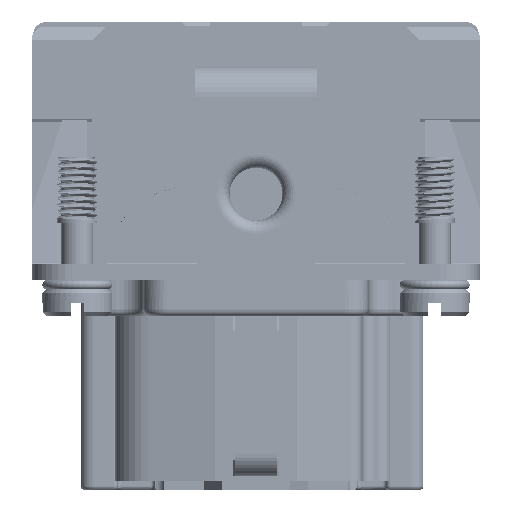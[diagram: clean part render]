
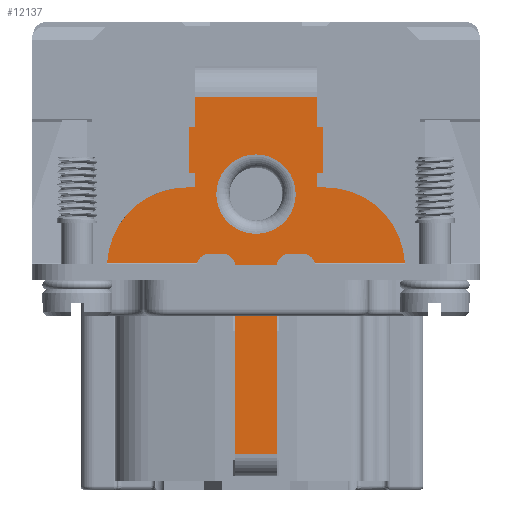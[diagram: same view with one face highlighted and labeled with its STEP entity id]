
A CAD part, left-side view. The second image highlights one B-rep face of the part: STEP entity #12137.
In plain terms, the highlighted planar face has unit normal (-1, 0, 0).
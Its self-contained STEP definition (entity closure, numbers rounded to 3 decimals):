
#2000=FACE_BOUND('',#35150,.T.);
#2001=FACE_BOUND('',#35151,.T.);
#12137=ADVANCED_FACE('',(#2000,#2001),#19891,.T.);
#19891=PLANE('',#186604);
#35150=EDGE_LOOP('',(#73753));
#35151=EDGE_LOOP('',(#73754,#73755,#73756,#73757,#73758,#73759,#73760,#73761,
#73762,#73763,#73764,#73765,#73766,#73767,#73768,#73769,#73770,#73771,#73772,
#73773,#73774,#73775,#73776,#73777,#73778,#73779));
#42495=CIRCLE('',#186597,3.);
#42496=CIRCLE('',#186598,6.);
#42497=CIRCLE('',#186599,6.);
#42498=CIRCLE('',#186600,1.);
#42499=CIRCLE('',#186601,1.);
#42500=CIRCLE('',#186602,1.);
#42501=CIRCLE('',#186603,1.);
#73753=ORIENTED_EDGE('',*,*,#133770,.T.);
#73754=ORIENTED_EDGE('',*,*,#133771,.T.);
#73755=ORIENTED_EDGE('',*,*,#133772,.F.);
#73756=ORIENTED_EDGE('',*,*,#133773,.F.);
#73757=ORIENTED_EDGE('',*,*,#133774,.F.);
#73758=ORIENTED_EDGE('',*,*,#133775,.F.);
#73759=ORIENTED_EDGE('',*,*,#133776,.T.);
#73760=ORIENTED_EDGE('',*,*,#133777,.F.);
#73761=ORIENTED_EDGE('',*,*,#133778,.T.);
#73762=ORIENTED_EDGE('',*,*,#133779,.T.);
#73763=ORIENTED_EDGE('',*,*,#133780,.F.);
#73764=ORIENTED_EDGE('',*,*,#133781,.F.);
#73765=ORIENTED_EDGE('',*,*,#133782,.T.);
#73766=ORIENTED_EDGE('',*,*,#133783,.T.);
#73767=ORIENTED_EDGE('',*,*,#133784,.T.);
#73768=ORIENTED_EDGE('',*,*,#133785,.T.);
#73769=ORIENTED_EDGE('',*,*,#133786,.T.);
#73770=ORIENTED_EDGE('',*,*,#133787,.F.);
#73771=ORIENTED_EDGE('',*,*,#133767,.T.);
#73772=ORIENTED_EDGE('',*,*,#133788,.F.);
#73773=ORIENTED_EDGE('',*,*,#133789,.T.);
#73774=ORIENTED_EDGE('',*,*,#133790,.F.);
#73775=ORIENTED_EDGE('',*,*,#133791,.T.);
#73776=ORIENTED_EDGE('',*,*,#133792,.F.);
#73777=ORIENTED_EDGE('',*,*,#133793,.T.);
#73778=ORIENTED_EDGE('',*,*,#133794,.F.);
#73779=ORIENTED_EDGE('',*,*,#133795,.F.);
#111219=VERTEX_POINT('',#287091);
#111220=VERTEX_POINT('',#287092);
#111221=VERTEX_POINT('',#287097);
#111222=VERTEX_POINT('',#287099);
#111223=VERTEX_POINT('',#287100);
#111224=VERTEX_POINT('',#287102);
#111225=VERTEX_POINT('',#287104);
#111226=VERTEX_POINT('',#287106);
#111227=VERTEX_POINT('',#287108);
#111228=VERTEX_POINT('',#287110);
#111229=VERTEX_POINT('',#287112);
#111230=VERTEX_POINT('',#287114);
#111231=VERTEX_POINT('',#287116);
#111232=VERTEX_POINT('',#287118);
#111233=VERTEX_POINT('',#287120);
#111234=VERTEX_POINT('',#287122);
#111235=VERTEX_POINT('',#287124);
#111236=VERTEX_POINT('',#287126);
#111237=VERTEX_POINT('',#287128);
#111238=VERTEX_POINT('',#287130);
#111239=VERTEX_POINT('',#287133);
#111240=VERTEX_POINT('',#287135);
#111241=VERTEX_POINT('',#287137);
#111242=VERTEX_POINT('',#287139);
#111243=VERTEX_POINT('',#287141);
#111244=VERTEX_POINT('',#287143);
#111245=VERTEX_POINT('',#287145);
#133767=EDGE_CURVE('',#111219,#111220,#157408,.T.);
#133770=EDGE_CURVE('',#111221,#111221,#42495,.T.);
#133771=EDGE_CURVE('',#111222,#111223,#42496,.T.);
#133772=EDGE_CURVE('',#111224,#111223,#157411,.T.);
#133773=EDGE_CURVE('',#111225,#111224,#157412,.T.);
#133774=EDGE_CURVE('',#111226,#111225,#157413,.T.);
#133775=EDGE_CURVE('',#111227,#111226,#157414,.T.);
#133776=EDGE_CURVE('',#111227,#111228,#157415,.T.);
#133777=EDGE_CURVE('',#111229,#111228,#157416,.T.);
#133778=EDGE_CURVE('',#111229,#111230,#157417,.T.);
#133779=EDGE_CURVE('',#111230,#111231,#157418,.T.);
#133780=EDGE_CURVE('',#111232,#111231,#157419,.T.);
#133781=EDGE_CURVE('',#111233,#111232,#157420,.T.);
#133782=EDGE_CURVE('',#111233,#111234,#157421,.T.);
#133783=EDGE_CURVE('',#111234,#111235,#157422,.T.);
#133784=EDGE_CURVE('',#111235,#111236,#157423,.T.);
#133785=EDGE_CURVE('',#111236,#111237,#42497,.T.);
#133786=EDGE_CURVE('',#111237,#111238,#157424,.T.);
#133787=EDGE_CURVE('',#111219,#111238,#42498,.T.);
#133788=EDGE_CURVE('',#111239,#111220,#42499,.T.);
#133789=EDGE_CURVE('',#111239,#111240,#157425,.T.);
#133790=EDGE_CURVE('',#111241,#111240,#157426,.T.);
#133791=EDGE_CURVE('',#111241,#111242,#157427,.T.);
#133792=EDGE_CURVE('',#111243,#111242,#42500,.T.);
#133793=EDGE_CURVE('',#111243,#111244,#157428,.T.);
#133794=EDGE_CURVE('',#111245,#111244,#42501,.T.);
#133795=EDGE_CURVE('',#111222,#111245,#157429,.T.);
#157408=LINE('',#287090,#174256);
#157411=LINE('',#287101,#174259);
#157412=LINE('',#287103,#174260);
#157413=LINE('',#287105,#174261);
#157414=LINE('',#287107,#174262);
#157415=LINE('',#287109,#174263);
#157416=LINE('',#287111,#174264);
#157417=LINE('',#287113,#174265);
#157418=LINE('',#287115,#174266);
#157419=LINE('',#287117,#174267);
#157420=LINE('',#287119,#174268);
#157421=LINE('',#287121,#174269);
#157422=LINE('',#287123,#174270);
#157423=LINE('',#287125,#174271);
#157424=LINE('',#287129,#174272);
#157425=LINE('',#287134,#174273);
#157426=LINE('',#287136,#174274);
#157427=LINE('',#287138,#174275);
#157428=LINE('',#287142,#174276);
#157429=LINE('',#287146,#174277);
#174256=VECTOR('',#220168,1.);
#174259=VECTOR('',#220177,1.);
#174260=VECTOR('',#220178,1.);
#174261=VECTOR('',#220179,1.);
#174262=VECTOR('',#220180,1.);
#174263=VECTOR('',#220181,1.);
#174264=VECTOR('',#220182,1.);
#174265=VECTOR('',#220183,1.);
#174266=VECTOR('',#220184,1.);
#174267=VECTOR('',#220185,1.);
#174268=VECTOR('',#220186,1.);
#174269=VECTOR('',#220187,1.);
#174270=VECTOR('',#220188,1.);
#174271=VECTOR('',#220189,1.);
#174272=VECTOR('',#220192,1.);
#174273=VECTOR('',#220197,1.);
#174274=VECTOR('',#220198,1.);
#174275=VECTOR('',#220199,1.);
#174276=VECTOR('',#220202,1.);
#174277=VECTOR('',#220205,1.);
#186597=AXIS2_PLACEMENT_3D('',#287096,#220173,#220174);
#186598=AXIS2_PLACEMENT_3D('',#287098,#220175,#220176);
#186599=AXIS2_PLACEMENT_3D('',#287127,#220190,#220191);
#186600=AXIS2_PLACEMENT_3D('',#287131,#220193,#220194);
#186601=AXIS2_PLACEMENT_3D('',#287132,#220195,#220196);
#186602=AXIS2_PLACEMENT_3D('',#287140,#220200,#220201);
#186603=AXIS2_PLACEMENT_3D('',#287144,#220203,#220204);
#186604=AXIS2_PLACEMENT_3D('',#287147,#220206,#220207);
#220168=DIRECTION('',(0.,-1.,0.));
#220173=DIRECTION('',(1.,0.,0.));
#220174=DIRECTION('',(0.,0.,1.));
#220175=DIRECTION('',(-1.,0.,0.));
#220176=DIRECTION('',(0.,0.,1.));
#220177=DIRECTION('',(0.,-1.,0.));
#220178=DIRECTION('',(0.,0.,-1.));
#220179=DIRECTION('',(0.,1.,0.));
#220180=DIRECTION('',(0.,0.,-1.));
#220181=DIRECTION('',(0.,1.,0.));
#220182=DIRECTION('',(0.,0.,-1.));
#220183=DIRECTION('',(0.,1.,0.));
#220184=DIRECTION('',(0.,0.,-1.));
#220185=DIRECTION('',(0.,-1.,0.));
#220186=DIRECTION('',(0.,0.,1.));
#220187=DIRECTION('',(0.,-1.,0.));
#220188=DIRECTION('',(0.,0.,-1.));
#220189=DIRECTION('',(0.,1.,0.));
#220190=DIRECTION('',(-1.,0.,0.));
#220191=DIRECTION('',(0.,0.,1.));
#220192=DIRECTION('',(0.,-1.,0.));
#220193=DIRECTION('',(-1.,0.,0.));
#220194=DIRECTION('',(0.,0.,1.));
#220195=DIRECTION('',(-1.,0.,0.));
#220196=DIRECTION('',(0.,0.,1.));
#220197=DIRECTION('',(0.,0.,-1.));
#220198=DIRECTION('',(0.,1.,0.));
#220199=DIRECTION('',(0.,0.,1.));
#220200=DIRECTION('',(-1.,0.,0.));
#220201=DIRECTION('',(0.,0.,1.));
#220202=DIRECTION('',(0.,-1.,0.));
#220203=DIRECTION('',(-1.,0.,0.));
#220204=DIRECTION('',(0.,0.,1.));
#220205=DIRECTION('',(0.,1.,0.));
#220206=DIRECTION('',(-1.,0.,0.));
#220207=DIRECTION('',(0.,0.,1.));
#287090=CARTESIAN_POINT('',(-46.05,0.,4.7));
#287091=CARTESIAN_POINT('',(-46.05,3.5,4.7));
#287092=CARTESIAN_POINT('',(-46.05,2.55,4.7));
#287096=CARTESIAN_POINT('',(-46.05,0.,9.2));
#287097=CARTESIAN_POINT('',(-46.05,0.,12.2));
#287098=CARTESIAN_POINT('',(-46.05,-5.25,3.7));
#287099=CARTESIAN_POINT('',(-46.05,-11.242,4.));
#287100=CARTESIAN_POINT('',(-46.05,-5.25,9.7));
#287101=CARTESIAN_POINT('',(-46.05,0.,9.7));
#287102=CARTESIAN_POINT('',(-46.05,-4.6,9.7));
#287103=CARTESIAN_POINT('',(-46.05,-4.6,2.5));
#287104=CARTESIAN_POINT('',(-46.05,-4.6,10.8));
#287105=CARTESIAN_POINT('',(-46.05,0.,10.8));
#287106=CARTESIAN_POINT('',(-46.05,-5.05,10.8));
#287107=CARTESIAN_POINT('',(-46.05,-5.05,2.5));
#287108=CARTESIAN_POINT('',(-46.05,-5.05,14.3));
#287109=CARTESIAN_POINT('',(-46.05,0.,14.3));
#287110=CARTESIAN_POINT('',(-46.05,-4.6,14.3));
#287111=CARTESIAN_POINT('',(-46.05,-4.6,2.5));
#287112=CARTESIAN_POINT('',(-46.05,-4.6,16.5));
#287113=CARTESIAN_POINT('',(-46.05,0.,16.5));
#287114=CARTESIAN_POINT('',(-46.05,4.6,16.5));
#287115=CARTESIAN_POINT('',(-46.05,4.6,2.5));
#287116=CARTESIAN_POINT('',(-46.05,4.6,14.3));
#287117=CARTESIAN_POINT('',(-46.05,3.7,14.3));
#287118=CARTESIAN_POINT('',(-46.05,5.05,14.3));
#287119=CARTESIAN_POINT('',(-46.05,5.05,2.5));
#287120=CARTESIAN_POINT('',(-46.05,5.05,10.8));
#287121=CARTESIAN_POINT('',(-46.05,4.65,10.8));
#287122=CARTESIAN_POINT('',(-46.05,4.6,10.8));
#287123=CARTESIAN_POINT('',(-46.05,4.6,2.5));
#287124=CARTESIAN_POINT('',(-46.05,4.6,9.7));
#287125=CARTESIAN_POINT('',(-46.05,4.5,9.7));
#287126=CARTESIAN_POINT('',(-46.05,5.25,9.7));
#287127=CARTESIAN_POINT('',(-46.05,5.25,3.7));
#287128=CARTESIAN_POINT('',(-46.05,11.242,4.));
#287129=CARTESIAN_POINT('',(-46.05,0.,4.));
#287130=CARTESIAN_POINT('',(-46.05,4.454,4.));
#287131=CARTESIAN_POINT('',(-46.05,3.5,3.7));
#287132=CARTESIAN_POINT('',(-46.05,2.55,3.7));
#287133=CARTESIAN_POINT('',(-46.05,1.55,3.7));
#287134=CARTESIAN_POINT('',(-46.05,1.55,1.7));
#287135=CARTESIAN_POINT('',(-46.05,1.55,-10.4));
#287136=CARTESIAN_POINT('',(-46.05,0.,-10.4));
#287137=CARTESIAN_POINT('',(-46.05,-1.55,-10.4));
#287138=CARTESIAN_POINT('',(-46.05,-1.55,1.7));
#287139=CARTESIAN_POINT('',(-46.05,-1.55,3.7));
#287140=CARTESIAN_POINT('',(-46.05,-2.55,3.7));
#287141=CARTESIAN_POINT('',(-46.05,-2.55,4.7));
#287142=CARTESIAN_POINT('',(-46.05,0.,4.7));
#287143=CARTESIAN_POINT('',(-46.05,-3.5,4.7));
#287144=CARTESIAN_POINT('',(-46.05,-3.5,3.7));
#287145=CARTESIAN_POINT('',(-46.05,-4.454,4.));
#287146=CARTESIAN_POINT('',(-46.05,-11.25,4.));
#287147=CARTESIAN_POINT('',(-46.05,0.,2.5));
